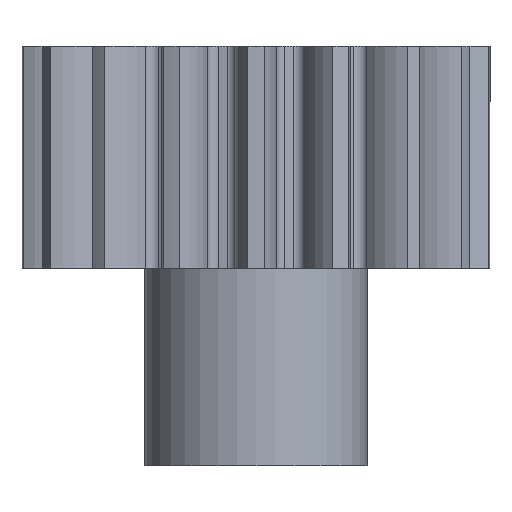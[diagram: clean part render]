
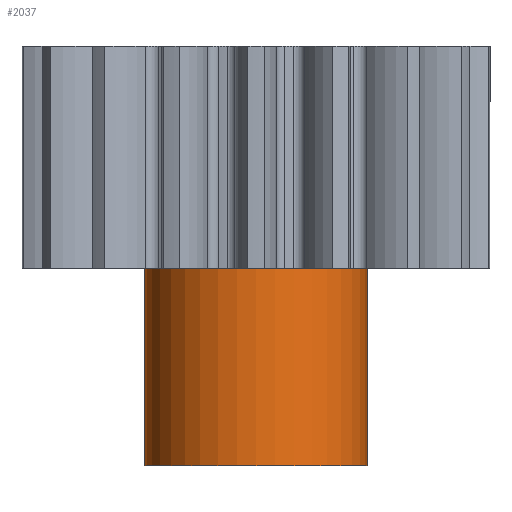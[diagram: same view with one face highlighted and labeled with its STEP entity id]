
A CAD part, front view. The second image highlights one B-rep face of the part: STEP entity #2037.
In plain terms, the highlighted cylindrical face has radius 4.5 mm (diameter 9 mm), a partial arc.
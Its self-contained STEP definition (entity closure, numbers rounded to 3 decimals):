
#196 = CARTESIAN_POINT ( 'NONE',  ( 0., 0., -8. ) ) ;
#197 = AXIS2_PLACEMENT_3D ( 'NONE', #196, #229, #228 ) ;
#198 = CARTESIAN_POINT ( 'NONE',  ( 0., 0., -8. ) ) ;
#200 = DIRECTION ( 'NONE',  ( 0., 0., 1. ) ) ;
#215 = CYLINDRICAL_SURFACE ( 'NONE', #197, 4.5 ) ;
#223 = DIRECTION ( 'NONE',  ( 1., 0., 0. ) ) ;
#224 = AXIS2_PLACEMENT_3D ( 'NONE', #198, #200, #223 ) ;
#228 = DIRECTION ( 'NONE',  ( 1., 0., 0. ) ) ;
#229 = DIRECTION ( 'NONE',  ( 0., 0., 1. ) ) ;
#255 = FACE_OUTER_BOUND ( 'NONE', #2105, .T. ) ;
#268 = CIRCLE ( 'NONE', #224, 4.5 ) ;
#702 = EDGE_CURVE ( 'NONE', #725, #704, #2528, .T. ) ;
#704 = VERTEX_POINT ( 'NONE', #2507 ) ;
#706 = VERTEX_POINT ( 'NONE', #2502 ) ;
#710 = EDGE_CURVE ( 'NONE', #724, #706, #2505, .T. ) ;
#724 = VERTEX_POINT ( 'NONE', #2471 ) ;
#725 = VERTEX_POINT ( 'NONE', #2470 ) ;
#1196 = EDGE_CURVE ( 'NONE', #704, #706, #3538, .T. ) ;
#2037 = ADVANCED_FACE ( 'NONE', ( #255 ), #215, .T. ) ;
#2038 = EDGE_CURVE ( 'NONE', #725, #724, #268, .T. ) ;
#2039 = ORIENTED_EDGE ( 'NONE', *, *, #702, .F. ) ;
#2094 = ORIENTED_EDGE ( 'NONE', *, *, #1196, .F. ) ;
#2095 = ORIENTED_EDGE ( 'NONE', *, *, #710, .T. ) ;
#2102 = ORIENTED_EDGE ( 'NONE', *, *, #2038, .T. ) ;
#2105 = EDGE_LOOP ( 'NONE', ( #2039, #2102, #2095, #2094 ) ) ;
#2470 = CARTESIAN_POINT ( 'NONE',  ( -4.5, 0., -8. ) ) ;
#2471 = CARTESIAN_POINT ( 'NONE',  ( 4.5, 0., -8. ) ) ;
#2493 = DIRECTION ( 'NONE',  ( 0., 0., 1. ) ) ;
#2494 = VECTOR ( 'NONE', #2493, 1000. ) ;
#2495 = CARTESIAN_POINT ( 'NONE',  ( 4.5, 0., -8. ) ) ;
#2502 = CARTESIAN_POINT ( 'NONE',  ( 4.5, 0., 0. ) ) ;
#2505 = LINE ( 'NONE', #2495, #2494 ) ;
#2507 = CARTESIAN_POINT ( 'NONE',  ( -4.5, 0., 0. ) ) ;
#2508 = DIRECTION ( 'NONE',  ( 0., 0., 1. ) ) ;
#2509 = VECTOR ( 'NONE', #2508, 1000. ) ;
#2516 = CARTESIAN_POINT ( 'NONE',  ( -4.5, 0., -8. ) ) ;
#2528 = LINE ( 'NONE', #2516, #2509 ) ;
#3534 = DIRECTION ( 'NONE',  ( 1., 0., 0. ) ) ;
#3535 = DIRECTION ( 'NONE',  ( 0., 0., 1. ) ) ;
#3536 = CARTESIAN_POINT ( 'NONE',  ( 0., 0., 0. ) ) ;
#3537 = AXIS2_PLACEMENT_3D ( 'NONE', #3536, #3535, #3534 ) ;
#3538 = CIRCLE ( 'NONE', #3537, 4.5 ) ;
